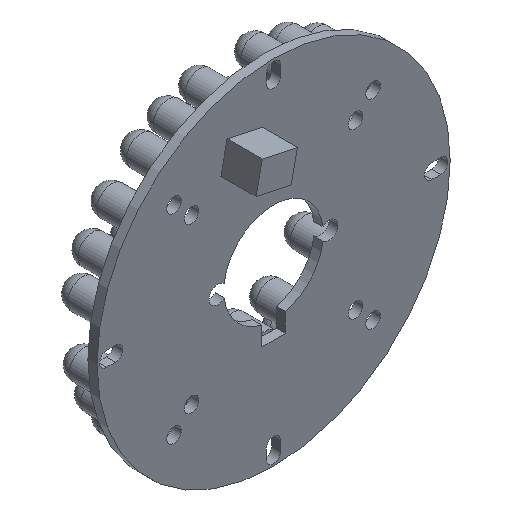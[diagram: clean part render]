
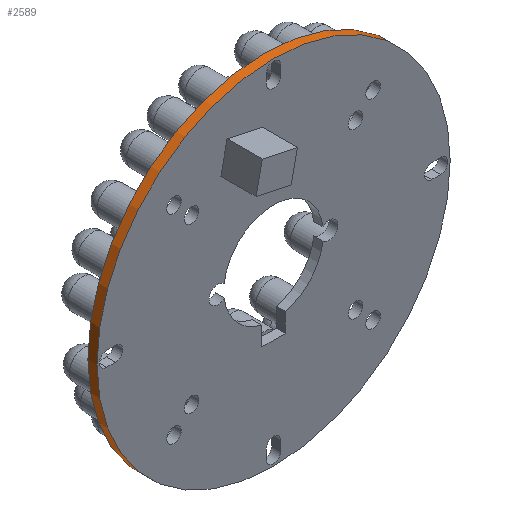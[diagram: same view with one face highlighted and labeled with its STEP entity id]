
A CAD part, isometric view. The second image highlights one B-rep face of the part: STEP entity #2589.
In plain terms, the highlighted cylindrical face has radius 30.15 mm (diameter 60.3 mm), a full revolution.
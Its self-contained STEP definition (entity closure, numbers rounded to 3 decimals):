
#183=CIRCLE('',#2883,30.15);
#184=CIRCLE('',#2884,30.15);
#400=CYLINDRICAL_SURFACE('',#2882,30.15);
#489=FACE_OUTER_BOUND('',#676,.T.);
#676=EDGE_LOOP('',(#1866,#1867,#1868,#1869));
#919=LINE('',#4425,#1036);
#1036=VECTOR('',#3464,30.15);
#1160=VERTEX_POINT('',#4422);
#1161=VERTEX_POINT('',#4424);
#1467=EDGE_CURVE('',#1160,#1160,#183,.T.);
#1468=EDGE_CURVE('',#1160,#1161,#919,.T.);
#1469=EDGE_CURVE('',#1161,#1161,#184,.T.);
#1866=ORIENTED_EDGE('',*,*,#1467,.F.);
#1867=ORIENTED_EDGE('',*,*,#1468,.T.);
#1868=ORIENTED_EDGE('',*,*,#1469,.T.);
#1869=ORIENTED_EDGE('',*,*,#1468,.F.);
#2589=ADVANCED_FACE('',(#489),#400,.T.);
#2882=AXIS2_PLACEMENT_3D('',#4421,#3460,#3461);
#2883=AXIS2_PLACEMENT_3D('',#4423,#3462,#3463);
#2884=AXIS2_PLACEMENT_3D('',#4426,#3465,#3466);
#3460=DIRECTION('center_axis',(0.,1.,0.));
#3461=DIRECTION('ref_axis',(1.,0.,0.));
#3462=DIRECTION('center_axis',(0.,1.,0.));
#3463=DIRECTION('ref_axis',(1.,0.,0.));
#3464=DIRECTION('',(0.,-1.,0.));
#3465=DIRECTION('center_axis',(0.,1.,0.));
#3466=DIRECTION('ref_axis',(1.,0.,0.));
#4421=CARTESIAN_POINT('Origin',(0.,0.,0.));
#4422=CARTESIAN_POINT('',(-30.15,1.56,0.));
#4423=CARTESIAN_POINT('Origin',(0.,1.56,0.));
#4424=CARTESIAN_POINT('',(-30.15,0.,0.));
#4425=CARTESIAN_POINT('',(-30.15,0.,0.));
#4426=CARTESIAN_POINT('Origin',(0.,0.,0.));
